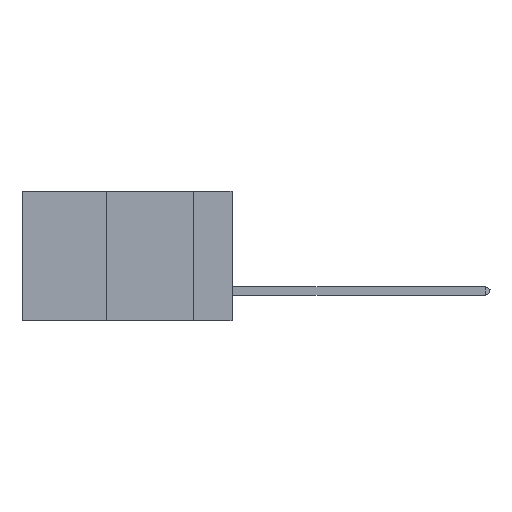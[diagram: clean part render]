
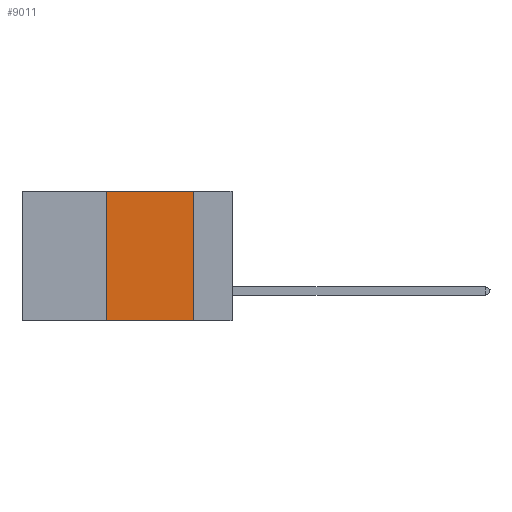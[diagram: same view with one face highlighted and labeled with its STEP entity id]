
A CAD part, left-side view. The second image highlights one B-rep face of the part: STEP entity #9011.
In plain terms, the highlighted planar face has unit normal (-1, 0, 0).
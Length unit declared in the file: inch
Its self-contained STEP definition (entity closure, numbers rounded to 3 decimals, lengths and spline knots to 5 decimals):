
#54 = ORIENTED_EDGE ( 'NONE', *, *, #9119, .T. ) ;
#206 = CARTESIAN_POINT ( 'NONE',  ( 0., 0.36, -0.37 ) ) ;
#303 = AXIS2_PLACEMENT_3D ( 'NONE', #7565, #2344, #8552 ) ;
#363 = EDGE_LOOP ( 'NONE', ( #6655, #8614, #1664, #54 ) ) ;
#1497 = EDGE_CURVE ( 'NONE', #11843, #3494, #11697, .T. ) ;
#1511 = CARTESIAN_POINT ( 'NONE',  ( 0., 0.6, -0.37 ) ) ;
#1664 = ORIENTED_EDGE ( 'NONE', *, *, #12571, .F. ) ;
#2344 = DIRECTION ( 'NONE',  ( 1., 0., 0. ) ) ;
#3494 = VERTEX_POINT ( 'NONE', #12286 ) ;
#4053 = CARTESIAN_POINT ( 'NONE',  ( 0., 0.11, 0. ) ) ;
#4306 = EDGE_CURVE ( 'NONE', #3494, #9138, #11974, .T. ) ;
#4390 = VECTOR ( 'NONE', #9653, 39.37008 ) ;
#6655 = ORIENTED_EDGE ( 'NONE', *, *, #4306, .F. ) ;
#6756 = CARTESIAN_POINT ( 'NONE',  ( 0., 0.36, 0. ) ) ;
#7565 = CARTESIAN_POINT ( 'NONE',  ( 0., 0.6, 0. ) ) ;
#7803 = LINE ( 'NONE', #6756, #12889 ) ;
#8068 = LINE ( 'NONE', #1511, #4390 ) ;
#8434 = PLANE ( 'NONE',  #303 ) ;
#8552 = DIRECTION ( 'NONE',  ( 0., 0., -1. ) ) ;
#8614 = ORIENTED_EDGE ( 'NONE', *, *, #1497, .F. ) ;
#8798 = DIRECTION ( 'NONE',  ( 0., -1., 0. ) ) ;
#9011 = ADVANCED_FACE ( 'NONE', ( #9044 ), #8434, .F. ) ;
#9044 = FACE_OUTER_BOUND ( 'NONE', #363, .T. ) ;
#9119 = EDGE_CURVE ( 'NONE', #9983, #9138, #8068, .T. ) ;
#9138 = VERTEX_POINT ( 'NONE', #10064 ) ;
#9653 = DIRECTION ( 'NONE',  ( 0., -1., 0. ) ) ;
#9937 = CARTESIAN_POINT ( 'NONE',  ( 0., 0.6, 0. ) ) ;
#9983 = VERTEX_POINT ( 'NONE', #206 ) ;
#10064 = CARTESIAN_POINT ( 'NONE',  ( 0., 0.11, -0.37 ) ) ;
#10219 = VECTOR ( 'NONE', #11180, 39.37008 ) ;
#10265 = VECTOR ( 'NONE', #8798, 39.37008 ) ;
#10778 = DIRECTION ( 'NONE',  ( 0., 0., 1. ) ) ;
#11180 = DIRECTION ( 'NONE',  ( 0., 0., -1. ) ) ;
#11697 = LINE ( 'NONE', #9937, #10265 ) ;
#11843 = VERTEX_POINT ( 'NONE', #13032 ) ;
#11974 = LINE ( 'NONE', #4053, #10219 ) ;
#12286 = CARTESIAN_POINT ( 'NONE',  ( 0., 0.11, 0. ) ) ;
#12571 = EDGE_CURVE ( 'NONE', #9983, #11843, #7803, .T. ) ;
#12889 = VECTOR ( 'NONE', #10778, 39.37008 ) ;
#13032 = CARTESIAN_POINT ( 'NONE',  ( 0., 0.36, 0. ) ) ;
